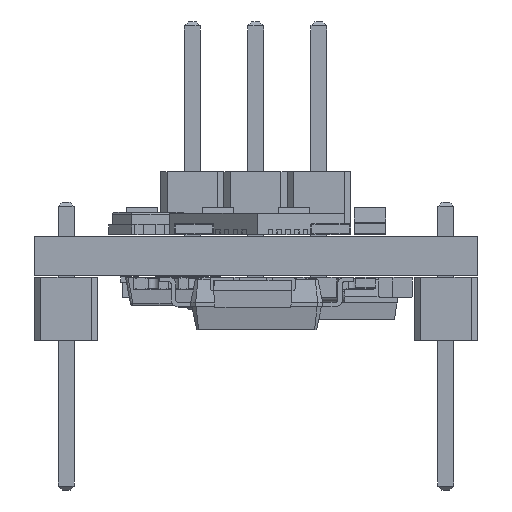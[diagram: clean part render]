
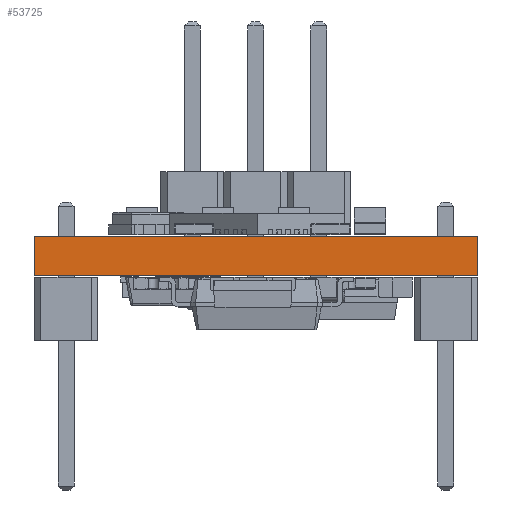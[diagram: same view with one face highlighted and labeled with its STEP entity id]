
A CAD part, left-side view. The second image highlights one B-rep face of the part: STEP entity #53725.
In plain terms, the highlighted planar face has unit normal (-1, 0, 0).
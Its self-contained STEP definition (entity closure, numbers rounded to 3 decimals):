
#53669 = VERTEX_POINT('',#53670);
#53670 = CARTESIAN_POINT('',(126.911,-113.894,1.6));
#53676 = EDGE_CURVE('',#53677,#53669,#53679,.T.);
#53677 = VERTEX_POINT('',#53678);
#53678 = CARTESIAN_POINT('',(126.911,-113.894,0.));
#53679 = LINE('',#53680,#53681);
#53680 = CARTESIAN_POINT('',(126.911,-113.894,0.));
#53681 = VECTOR('',#53682,1.);
#53682 = DIRECTION('',(0.,0.,1.));
#53725 = ADVANCED_FACE('',(#53726),#53751,.T.);
#53726 = FACE_BOUND('',#53727,.T.);
#53727 = EDGE_LOOP('',(#53728,#53729,#53737,#53745));
#53728 = ORIENTED_EDGE('',*,*,#53676,.T.);
#53729 = ORIENTED_EDGE('',*,*,#53730,.T.);
#53730 = EDGE_CURVE('',#53669,#53731,#53733,.T.);
#53731 = VERTEX_POINT('',#53732);
#53732 = CARTESIAN_POINT('',(126.911,-96.114,1.6));
#53733 = LINE('',#53734,#53735);
#53734 = CARTESIAN_POINT('',(126.911,-113.894,1.6));
#53735 = VECTOR('',#53736,1.);
#53736 = DIRECTION('',(0.,1.,0.));
#53737 = ORIENTED_EDGE('',*,*,#53738,.F.);
#53738 = EDGE_CURVE('',#53739,#53731,#53741,.T.);
#53739 = VERTEX_POINT('',#53740);
#53740 = CARTESIAN_POINT('',(126.911,-96.114,0.));
#53741 = LINE('',#53742,#53743);
#53742 = CARTESIAN_POINT('',(126.911,-96.114,0.));
#53743 = VECTOR('',#53744,1.);
#53744 = DIRECTION('',(0.,0.,1.));
#53745 = ORIENTED_EDGE('',*,*,#53746,.F.);
#53746 = EDGE_CURVE('',#53677,#53739,#53747,.T.);
#53747 = LINE('',#53748,#53749);
#53748 = CARTESIAN_POINT('',(126.911,-113.894,0.));
#53749 = VECTOR('',#53750,1.);
#53750 = DIRECTION('',(0.,1.,0.));
#53751 = PLANE('',#53752);
#53752 = AXIS2_PLACEMENT_3D('',#53753,#53754,#53755);
#53753 = CARTESIAN_POINT('',(126.911,-113.894,0.));
#53754 = DIRECTION('',(-1.,0.,0.));
#53755 = DIRECTION('',(0.,1.,0.));
